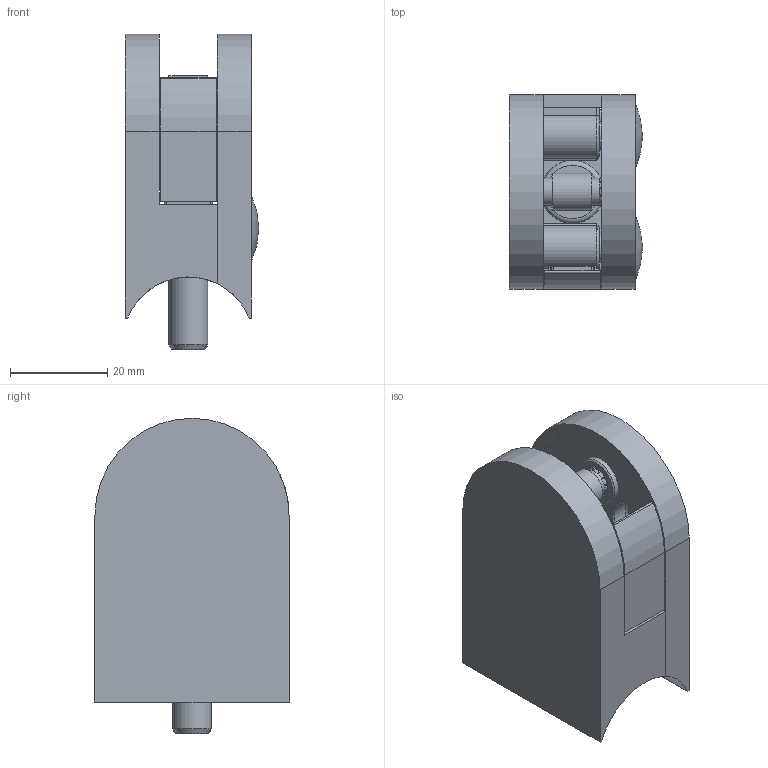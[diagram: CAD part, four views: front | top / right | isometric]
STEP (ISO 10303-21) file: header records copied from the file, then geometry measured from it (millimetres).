
FILE_DESCRIPTION (( 'STEP AP203' ), '1' );
FILE_NAME ('3026-V2A.step', '2025-01-08T12:43:19', ( '' ), ( '' ), 'SwSTEP 2.0', 'SolidWorks 2018', '' );
FILE_SCHEMA (( 'CONFIG_CONTROL_DESIGN' ));
Length unit declared in the file: millimetre
Products named in the file (12): 30-STIFT Teil2_30-STIFT Teil2; 30-BODEN-xxx Teil2_30-BODEN-xxx Teil2; DIN 7991 Konfig_DIN 7991 M6x16; 30xx-XXX Teil1_3026-V2A Teil1; DIN 912 Konfig_DIN 912 M8x20; 3026-V2A; GK-P-X Konfig_GK-P-G; 30-BODEN-xxx Konfig_30-BODEN-V2A; 30-STIFT Teil1_30-STIFT Teil1; 30-BODEN-xxx Teil1_30-BODEN-V2A Teil1; 30-STIFT_30-STIFT; 30xx-XXX Teil2_3026-V2A Teil2
Assembly tree (13 placements, depth 3):
  3026-V2A
    30xx-XXX Teil1_3026-V2A Teil1
    30xx-XXX Teil2_3026-V2A Teil2
    DIN 7991 Konfig_DIN 7991 M6x16  x2
    GK-P-X Konfig_GK-P-G  x2
    DIN 912 Konfig_DIN 912 M8x20
    30-BODEN-xxx Konfig_30-BODEN-V2A
      30-BODEN-xxx Teil1_30-BODEN-V2A Teil1
      30-BODEN-xxx Teil2_30-BODEN-xxx Teil2
    30-STIFT_30-STIFT
      30-STIFT Teil1_30-STIFT Teil1
      30-STIFT Teil2_30-STIFT Teil2
Bounding box: 27.5 x 40 x 65 mm (x, y, z)
Volume: 28970.3 mm3; surface area: 20674.1 mm2
Topology: 11 solids, 11 shells, 1804 faces, 4786 edges, 3131 vertices
Faces by surface type: plane 962, bspline 566, cylinder 181, torus 43, cone 40, sphere 12
Full cylindrical faces by diameter (mm): 2 x2, 5 x2, 5.6 x2, 6 x3, 6.5 x3, 7.6 x1, 8 x1, 10 x6, 12 x2, 12.5 x2, 13 x1
Entity records: 71742 total; most frequent: CARTESIAN_POINT 35117, ORIENTED_EDGE 8114, DIRECTION 5652, EDGE_CURVE 4057, VERTEX_POINT 2689, LINE 2592, VECTOR 2592, EDGE_LOOP 1752
